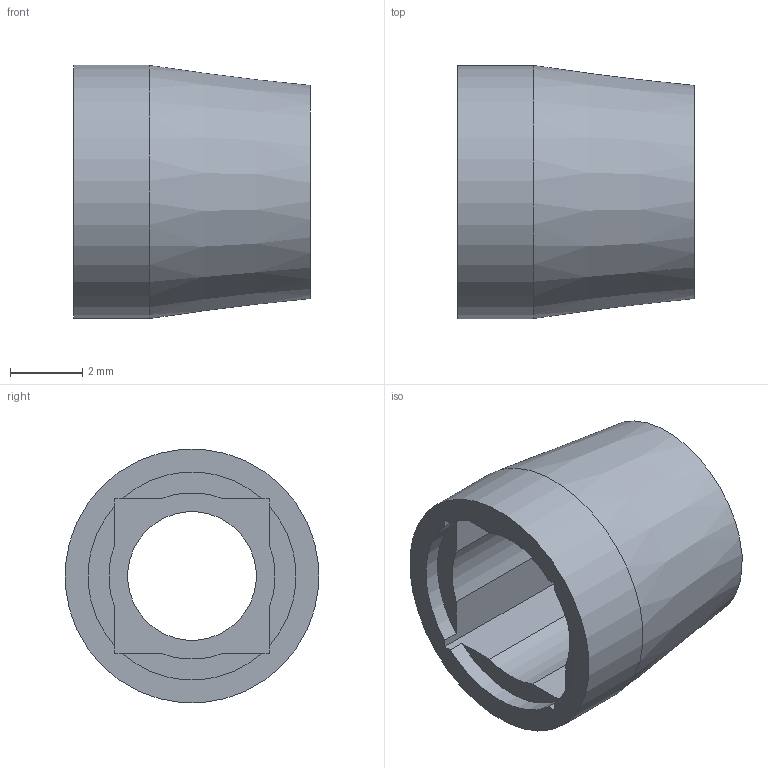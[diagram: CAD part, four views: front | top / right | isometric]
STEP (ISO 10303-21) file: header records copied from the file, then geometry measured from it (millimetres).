
FILE_DESCRIPTION(/* description */ ('Diffuser Holder, Square'),/* implementation_level */ '2;1');
FILE_NAME(/* name */ 'FAB-0019,Diffuser Holder, Square.stp',/* time_stamp */ '2015-10-19T14:30:41-04:00',/* author */ ('My Computer'),/* organization */ ('Lightforce Technology, Inc.'),/* preprocessor_version */ 'ST-DEVELOPER v16.1',/* originating_system */ 'Autodesk Inventor 2016',/* authorisation */ 'Hammond');
FILE_SCHEMA (('AUTOMOTIVE_DESIGN { 1 0 10303 214 3 1 1 }'));
Length unit declared in the file: millimetre
Products named in the file (1): FAB-0019,Diffuser Holder, Square
Bounding box: 6.54 x 7 x 7 mm (x, y, z)
Volume: 104.5 mm3; surface area: 288.9 mm2
Topology: 1 solids, 1 shells, 27 faces, 70 edges, 46 vertices
Faces by surface type: plane 15, cylinder 10, cone 2
Full cylindrical faces by diameter (mm): 3.556 x1, 7.022 x1
Entity records: 838 total; most frequent: DIRECTION 144, CARTESIAN_POINT 140, ORIENTED_EDGE 132, EDGE_CURVE 66, AXIS2_PLACEMENT_3D 50, VERTEX_POINT 46, LINE 44, VECTOR 44
